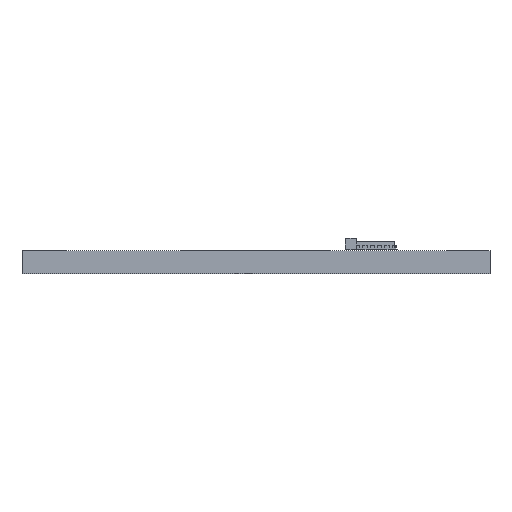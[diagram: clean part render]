
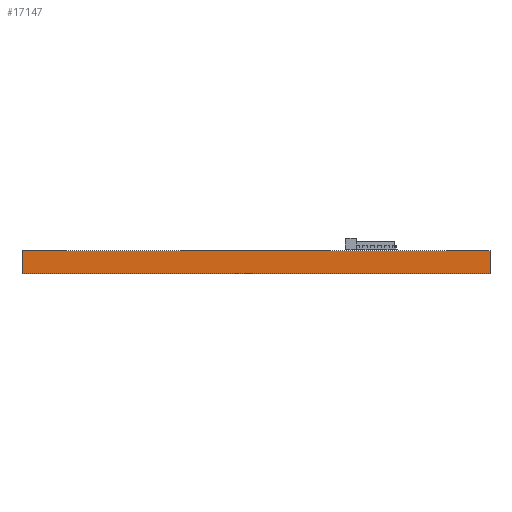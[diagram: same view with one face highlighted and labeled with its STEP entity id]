
A CAD part, left-side view. The second image highlights one B-rep face of the part: STEP entity #17147.
In plain terms, the highlighted planar face has unit normal (-1, 0, 0).
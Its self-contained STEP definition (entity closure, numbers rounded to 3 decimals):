
#17147 = ADVANCED_FACE('',(#17148),#17162,.F.);
#17148 = FACE_BOUND('',#17149,.F.);
#17149 = EDGE_LOOP('',(#17150,#17185,#17213,#17241));
#17150 = ORIENTED_EDGE('',*,*,#17151,.T.);
#17151 = EDGE_CURVE('',#17152,#17154,#17156,.T.);
#17152 = VERTEX_POINT('',#17153);
#17153 = CARTESIAN_POINT('',(-10.,16.,0.));
#17154 = VERTEX_POINT('',#17155);
#17155 = CARTESIAN_POINT('',(-10.,16.,1.6));
#17156 = SURFACE_CURVE('',#17157,(#17161,#17173),.PCURVE_S1.);
#17157 = LINE('',#17158,#17159);
#17158 = CARTESIAN_POINT('',(-10.,16.,0.));
#17159 = VECTOR('',#17160,1.);
#17160 = DIRECTION('',(0.,0.,1.));
#17161 = PCURVE('',#17162,#17167);
#17162 = PLANE('',#17163);
#17163 = AXIS2_PLACEMENT_3D('',#17164,#17165,#17166);
#17164 = CARTESIAN_POINT('',(-10.,16.,0.));
#17165 = DIRECTION('',(1.,0.,-0.));
#17166 = DIRECTION('',(0.,-1.,0.));
#17167 = DEFINITIONAL_REPRESENTATION('',(#17168),#17172);
#17168 = LINE('',#17169,#17170);
#17169 = CARTESIAN_POINT('',(0.,0.));
#17170 = VECTOR('',#17171,1.);
#17171 = DIRECTION('',(0.,-1.));
#17172 = ( GEOMETRIC_REPRESENTATION_CONTEXT(2) 
PARAMETRIC_REPRESENTATION_CONTEXT() REPRESENTATION_CONTEXT('2D SPACE',''
  ) );
#17173 = PCURVE('',#17174,#17179);
#17174 = PLANE('',#17175);
#17175 = AXIS2_PLACEMENT_3D('',#17176,#17177,#17178);
#17176 = CARTESIAN_POINT('',(-2.,16.,0.));
#17177 = DIRECTION('',(0.,-1.,0.));
#17178 = DIRECTION('',(-1.,0.,0.));
#17179 = DEFINITIONAL_REPRESENTATION('',(#17180),#17184);
#17180 = LINE('',#17181,#17182);
#17181 = CARTESIAN_POINT('',(8.,0.));
#17182 = VECTOR('',#17183,1.);
#17183 = DIRECTION('',(0.,-1.));
#17184 = ( GEOMETRIC_REPRESENTATION_CONTEXT(2) 
PARAMETRIC_REPRESENTATION_CONTEXT() REPRESENTATION_CONTEXT('2D SPACE',''
  ) );
#17185 = ORIENTED_EDGE('',*,*,#17186,.T.);
#17186 = EDGE_CURVE('',#17154,#17187,#17189,.T.);
#17187 = VERTEX_POINT('',#17188);
#17188 = CARTESIAN_POINT('',(-10.,-16.,1.6));
#17189 = SURFACE_CURVE('',#17190,(#17194,#17201),.PCURVE_S1.);
#17190 = LINE('',#17191,#17192);
#17191 = CARTESIAN_POINT('',(-10.,16.,1.6));
#17192 = VECTOR('',#17193,1.);
#17193 = DIRECTION('',(0.,-1.,0.));
#17194 = PCURVE('',#17162,#17195);
#17195 = DEFINITIONAL_REPRESENTATION('',(#17196),#17200);
#17196 = LINE('',#17197,#17198);
#17197 = CARTESIAN_POINT('',(0.,-1.6));
#17198 = VECTOR('',#17199,1.);
#17199 = DIRECTION('',(1.,0.));
#17200 = ( GEOMETRIC_REPRESENTATION_CONTEXT(2) 
PARAMETRIC_REPRESENTATION_CONTEXT() REPRESENTATION_CONTEXT('2D SPACE',''
  ) );
#17201 = PCURVE('',#17202,#17207);
#17202 = PLANE('',#17203);
#17203 = AXIS2_PLACEMENT_3D('',#17204,#17205,#17206);
#17204 = CARTESIAN_POINT('',(0.,0.,1.6));
#17205 = DIRECTION('',(0.,0.,1.));
#17206 = DIRECTION('',(1.,0.,-0.));
#17207 = DEFINITIONAL_REPRESENTATION('',(#17208),#17212);
#17208 = LINE('',#17209,#17210);
#17209 = CARTESIAN_POINT('',(-10.,16.));
#17210 = VECTOR('',#17211,1.);
#17211 = DIRECTION('',(0.,-1.));
#17212 = ( GEOMETRIC_REPRESENTATION_CONTEXT(2) 
PARAMETRIC_REPRESENTATION_CONTEXT() REPRESENTATION_CONTEXT('2D SPACE',''
  ) );
#17213 = ORIENTED_EDGE('',*,*,#17214,.F.);
#17214 = EDGE_CURVE('',#17215,#17187,#17217,.T.);
#17215 = VERTEX_POINT('',#17216);
#17216 = CARTESIAN_POINT('',(-10.,-16.,0.));
#17217 = SURFACE_CURVE('',#17218,(#17222,#17229),.PCURVE_S1.);
#17218 = LINE('',#17219,#17220);
#17219 = CARTESIAN_POINT('',(-10.,-16.,0.));
#17220 = VECTOR('',#17221,1.);
#17221 = DIRECTION('',(0.,0.,1.));
#17222 = PCURVE('',#17162,#17223);
#17223 = DEFINITIONAL_REPRESENTATION('',(#17224),#17228);
#17224 = LINE('',#17225,#17226);
#17225 = CARTESIAN_POINT('',(32.,0.));
#17226 = VECTOR('',#17227,1.);
#17227 = DIRECTION('',(0.,-1.));
#17228 = ( GEOMETRIC_REPRESENTATION_CONTEXT(2) 
PARAMETRIC_REPRESENTATION_CONTEXT() REPRESENTATION_CONTEXT('2D SPACE',''
  ) );
#17229 = PCURVE('',#17230,#17235);
#17230 = PLANE('',#17231);
#17231 = AXIS2_PLACEMENT_3D('',#17232,#17233,#17234);
#17232 = CARTESIAN_POINT('',(-10.,-16.,0.));
#17233 = DIRECTION('',(0.,1.,0.));
#17234 = DIRECTION('',(1.,0.,0.));
#17235 = DEFINITIONAL_REPRESENTATION('',(#17236),#17240);
#17236 = LINE('',#17237,#17238);
#17237 = CARTESIAN_POINT('',(0.,0.));
#17238 = VECTOR('',#17239,1.);
#17239 = DIRECTION('',(0.,-1.));
#17240 = ( GEOMETRIC_REPRESENTATION_CONTEXT(2) 
PARAMETRIC_REPRESENTATION_CONTEXT() REPRESENTATION_CONTEXT('2D SPACE',''
  ) );
#17241 = ORIENTED_EDGE('',*,*,#17242,.F.);
#17242 = EDGE_CURVE('',#17152,#17215,#17243,.T.);
#17243 = SURFACE_CURVE('',#17244,(#17248,#17255),.PCURVE_S1.);
#17244 = LINE('',#17245,#17246);
#17245 = CARTESIAN_POINT('',(-10.,16.,0.));
#17246 = VECTOR('',#17247,1.);
#17247 = DIRECTION('',(0.,-1.,0.));
#17248 = PCURVE('',#17162,#17249);
#17249 = DEFINITIONAL_REPRESENTATION('',(#17250),#17254);
#17250 = LINE('',#17251,#17252);
#17251 = CARTESIAN_POINT('',(0.,0.));
#17252 = VECTOR('',#17253,1.);
#17253 = DIRECTION('',(1.,0.));
#17254 = ( GEOMETRIC_REPRESENTATION_CONTEXT(2) 
PARAMETRIC_REPRESENTATION_CONTEXT() REPRESENTATION_CONTEXT('2D SPACE',''
  ) );
#17255 = PCURVE('',#17256,#17261);
#17256 = PLANE('',#17257);
#17257 = AXIS2_PLACEMENT_3D('',#17258,#17259,#17260);
#17258 = CARTESIAN_POINT('',(0.,0.,0.));
#17259 = DIRECTION('',(0.,0.,1.));
#17260 = DIRECTION('',(1.,0.,-0.));
#17261 = DEFINITIONAL_REPRESENTATION('',(#17262),#17266);
#17262 = LINE('',#17263,#17264);
#17263 = CARTESIAN_POINT('',(-10.,16.));
#17264 = VECTOR('',#17265,1.);
#17265 = DIRECTION('',(0.,-1.));
#17266 = ( GEOMETRIC_REPRESENTATION_CONTEXT(2) 
PARAMETRIC_REPRESENTATION_CONTEXT() REPRESENTATION_CONTEXT('2D SPACE',''
  ) );
